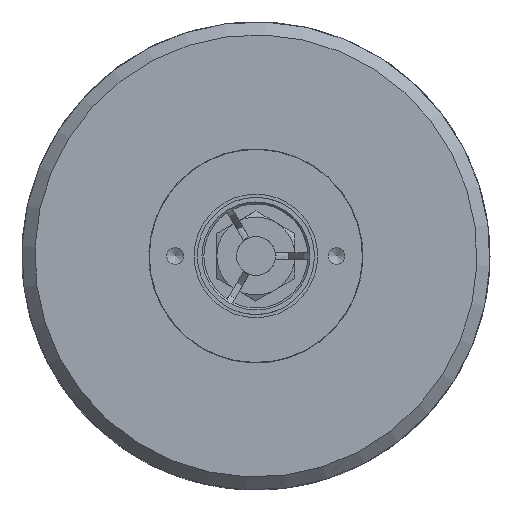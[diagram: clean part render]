
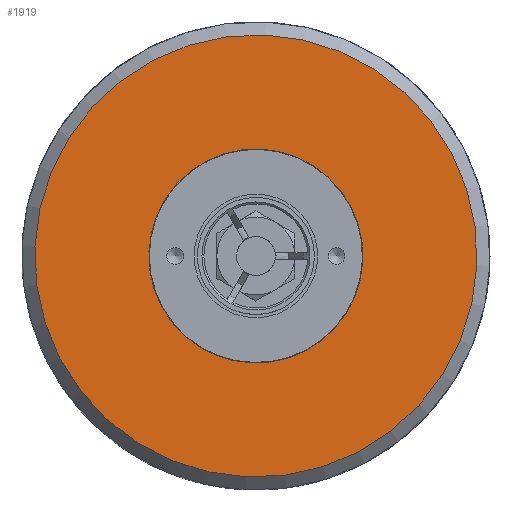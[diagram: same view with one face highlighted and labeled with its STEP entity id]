
A CAD part, left-side view. The second image highlights one B-rep face of the part: STEP entity #1919.
In plain terms, the highlighted planar face has unit normal (-1, 0, 0).
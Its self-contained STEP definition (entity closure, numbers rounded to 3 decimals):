
#1839=CARTESIAN_POINT('',(-51.3,0.346,-8.222));
#1840=VERTEX_POINT('',#1839);
#1841=CARTESIAN_POINT('',(-51.3,0.,0.));
#1842=DIRECTION('',(1.0,0.,0.));
#1843=DIRECTION('',(0.,0.042,-0.999));
#1844=AXIS2_PLACEMENT_3D('',#1841,#1842,#1843);
#1845=CIRCLE('',#1844,8.23);
#1846=EDGE_CURVE('',#1840,#1840,#1845,.T.);
#1867=CARTESIAN_POINT('',(-51.3,-0.716,16.985));
#1868=VERTEX_POINT('',#1867);
#1869=CARTESIAN_POINT('',(-51.3,0.,0.));
#1870=DIRECTION('',(1.0,0.,0.));
#1871=DIRECTION('',(0.,-0.042,0.999));
#1872=AXIS2_PLACEMENT_3D('',#1869,#1870,#1871);
#1873=CIRCLE('',#1872,17.);
#1874=EDGE_CURVE('',#1868,#1868,#1873,.T.);
#1908=CARTESIAN_POINT('',(-51.3,-0.358,8.492));
#1909=DIRECTION('',(-1.0,0.0,0.0));
#1910=DIRECTION('',(0.0,-0.999,-0.042));
#1911=AXIS2_PLACEMENT_3D('',#1908,#1909,#1910);
#1912=PLANE('',#1911);
#1913=ORIENTED_EDGE('',*,*,#1874,.F.);
#1914=EDGE_LOOP('',(#1913));
#1915=FACE_OUTER_BOUND('',#1914,.T.);
#1916=ORIENTED_EDGE('',*,*,#1846,.T.);
#1917=EDGE_LOOP('',(#1916));
#1918=FACE_BOUND('',#1917,.T.);
#1919=ADVANCED_FACE('',(#1915,#1918),#1912,.T.);
